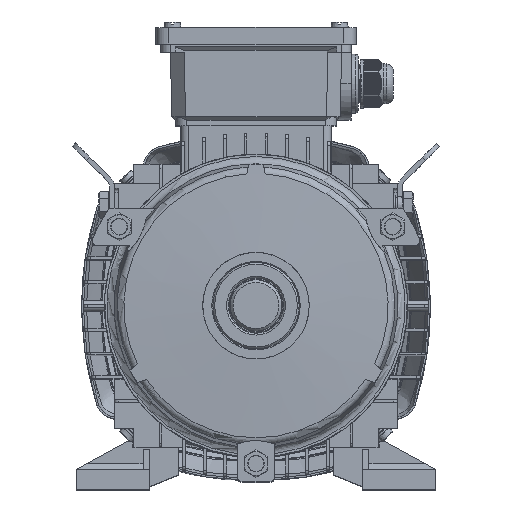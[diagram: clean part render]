
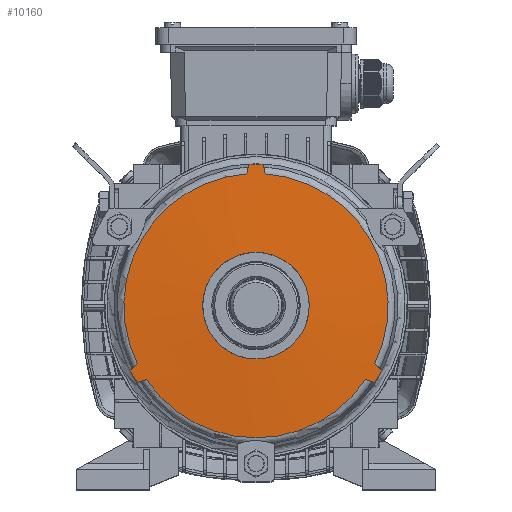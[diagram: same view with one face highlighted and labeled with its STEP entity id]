
A CAD part, top view. The second image highlights one B-rep face of the part: STEP entity #10160.
In plain terms, the highlighted conical face has half-angle 87 degrees and reference radius 71.945 mm.
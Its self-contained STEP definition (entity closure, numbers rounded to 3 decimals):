
#1489=CONICAL_SURFACE('',#84430,71.945,87.);
#6011=B_SPLINE_CURVE_WITH_KNOTS('',3,(#123541,#123542,#123543,#123544),
 .UNSPECIFIED.,.F.,.F.,(4,4),(0.,1.),.UNSPECIFIED.);
#6012=B_SPLINE_CURVE_WITH_KNOTS('',3,(#123548,#123549,#123550,#123551),
 .UNSPECIFIED.,.F.,.F.,(4,4),(0.,1.),.UNSPECIFIED.);
#6013=B_SPLINE_CURVE_WITH_KNOTS('',3,(#123552,#123553,#123554,#123555),
 .UNSPECIFIED.,.F.,.F.,(4,4),(0.,1.),.UNSPECIFIED.);
#6014=B_SPLINE_CURVE_WITH_KNOTS('',3,(#123559,#123560,#123561,#123562),
 .UNSPECIFIED.,.F.,.F.,(4,4),(0.,1.),.UNSPECIFIED.);
#6015=B_SPLINE_CURVE_WITH_KNOTS('',3,(#123563,#123564,#123565,#123566),
 .UNSPECIFIED.,.F.,.F.,(4,4),(0.,1.),.UNSPECIFIED.);
#6016=B_SPLINE_CURVE_WITH_KNOTS('',3,(#123570,#123571,#123572,#123573),
 .UNSPECIFIED.,.F.,.F.,(4,4),(0.,1.),.UNSPECIFIED.);
#10160=ADVANCED_FACE('',(#29107,#29108),#1489,.T.);
#29107=FACE_BOUND('',#31675,.T.);
#29108=FACE_BOUND('',#31676,.T.);
#31675=EDGE_LOOP('',(#42493));
#31676=EDGE_LOOP('',(#42494,#42495,#42496,#42497,#42498,#42499,#42500,#42501,
#42502,#42503,#42504,#42505));
#42493=ORIENTED_EDGE('',*,*,#70518,.F.);
#42494=ORIENTED_EDGE('',*,*,#70350,.T.);
#42495=ORIENTED_EDGE('',*,*,#70598,.T.);
#42496=ORIENTED_EDGE('',*,*,#70599,.T.);
#42497=ORIENTED_EDGE('',*,*,#70600,.F.);
#42498=ORIENTED_EDGE('',*,*,#70366,.T.);
#42499=ORIENTED_EDGE('',*,*,#70601,.T.);
#42500=ORIENTED_EDGE('',*,*,#70602,.T.);
#42501=ORIENTED_EDGE('',*,*,#70603,.F.);
#42502=ORIENTED_EDGE('',*,*,#70370,.T.);
#42503=ORIENTED_EDGE('',*,*,#70604,.T.);
#42504=ORIENTED_EDGE('',*,*,#70605,.T.);
#42505=ORIENTED_EDGE('',*,*,#70606,.F.);
#61344=VERTEX_POINT('',#121942);
#61345=VERTEX_POINT('',#121944);
#61358=VERTEX_POINT('',#122029);
#61359=VERTEX_POINT('',#122031);
#61360=VERTEX_POINT('',#122073);
#61361=VERTEX_POINT('',#122075);
#61477=VERTEX_POINT('',#123093);
#61540=VERTEX_POINT('',#123545);
#61541=VERTEX_POINT('',#123547);
#61542=VERTEX_POINT('',#123556);
#61543=VERTEX_POINT('',#123558);
#61544=VERTEX_POINT('',#123567);
#61545=VERTEX_POINT('',#123569);
#70350=EDGE_CURVE('',#61345,#61344,#79778,.T.);
#70366=EDGE_CURVE('',#61359,#61358,#79785,.T.);
#70370=EDGE_CURVE('',#61361,#61360,#79786,.T.);
#70518=EDGE_CURVE('',#61477,#61477,#79832,.T.);
#70598=EDGE_CURVE('',#61344,#61540,#6011,.T.);
#70599=EDGE_CURVE('',#61540,#61541,#79872,.T.);
#70600=EDGE_CURVE('',#61359,#61541,#6012,.T.);
#70601=EDGE_CURVE('',#61358,#61542,#6013,.T.);
#70602=EDGE_CURVE('',#61542,#61543,#79873,.T.);
#70603=EDGE_CURVE('',#61361,#61543,#6014,.T.);
#70604=EDGE_CURVE('',#61360,#61544,#6015,.T.);
#70605=EDGE_CURVE('',#61544,#61545,#79874,.T.);
#70606=EDGE_CURVE('',#61345,#61545,#6016,.T.);
#79778=CIRCLE('',#84274,71.945);
#79785=CIRCLE('',#84283,71.945);
#79786=CIRCLE('',#84285,71.945);
#79832=CIRCLE('',#84363,29.);
#79872=CIRCLE('',#84427,77.);
#79873=CIRCLE('',#84428,77.);
#79874=CIRCLE('',#84429,77.);
#84274=AXIS2_PLACEMENT_3D('',#121943,#96054,#96055);
#84283=AXIS2_PLACEMENT_3D('',#122030,#96072,#96073);
#84285=AXIS2_PLACEMENT_3D('',#122074,#96076,#96077);
#84363=AXIS2_PLACEMENT_3D('',#123092,#96244,#96245);
#84427=AXIS2_PLACEMENT_3D('',#123546,#96378,#96379);
#84428=AXIS2_PLACEMENT_3D('',#123557,#96380,#96381);
#84429=AXIS2_PLACEMENT_3D('',#123568,#96382,#96383);
#84430=AXIS2_PLACEMENT_3D('',#123574,#96384,#96385);
#96054=DIRECTION('',(0.,0.,1.));
#96055=DIRECTION('',(1.,0.,0.));
#96072=DIRECTION('',(0.,0.,1.));
#96073=DIRECTION('',(1.,0.,0.));
#96076=DIRECTION('',(0.,0.,1.));
#96077=DIRECTION('',(1.,0.,0.));
#96244=DIRECTION('',(0.,0.,1.));
#96245=DIRECTION('',(1.,0.,0.));
#96378=DIRECTION('',(0.,0.,1.));
#96379=DIRECTION('',(-1.,0.,0.));
#96380=DIRECTION('',(0.,0.,1.));
#96381=DIRECTION('',(0.5,-0.866,0.));
#96382=DIRECTION('',(0.,0.,1.));
#96383=DIRECTION('',(0.5,0.866,0.));
#96384=DIRECTION('',(0.,0.,-1.));
#96385=DIRECTION('',(-1.,0.,0.));
#121942=CARTESIAN_POINT('',(5.,71.771,228.749));
#121943=CARTESIAN_POINT('',(0.,0.,228.749));
#121944=CARTESIAN_POINT('',(64.655,-31.555,228.749));
#122029=CARTESIAN_POINT('',(-64.655,-31.555,228.749));
#122030=CARTESIAN_POINT('',(0.,0.,228.749));
#122031=CARTESIAN_POINT('',(-5.,71.771,228.749));
#122073=CARTESIAN_POINT('',(59.655,-40.216,228.749));
#122074=CARTESIAN_POINT('',(0.,0.,228.749));
#122075=CARTESIAN_POINT('',(-59.655,-40.216,228.749));
#123092=CARTESIAN_POINT('',(0.,0.,231.));
#123093=CARTESIAN_POINT('',(29.,0.,231.));
#123541=CARTESIAN_POINT('',(5.,71.771,228.749));
#123542=CARTESIAN_POINT('',(4.667,73.479,228.661));
#123543=CARTESIAN_POINT('',(4.333,75.188,228.573));
#123544=CARTESIAN_POINT('',(4.,76.896,228.484));
#123545=CARTESIAN_POINT('',(4.,76.896,228.484));
#123546=CARTESIAN_POINT('',(0.,0.,228.484));
#123547=CARTESIAN_POINT('',(-4.,76.896,228.484));
#123548=CARTESIAN_POINT('',(-5.,71.771,228.749));
#123549=CARTESIAN_POINT('',(-4.667,73.479,228.661));
#123550=CARTESIAN_POINT('',(-4.333,75.188,228.573));
#123551=CARTESIAN_POINT('',(-4.,76.896,228.484));
#123552=CARTESIAN_POINT('',(-64.655,-31.555,228.749));
#123553=CARTESIAN_POINT('',(-65.968,-32.698,228.661));
#123554=CARTESIAN_POINT('',(-67.281,-33.841,228.573));
#123555=CARTESIAN_POINT('',(-68.594,-34.984,228.484));
#123556=CARTESIAN_POINT('',(-68.594,-34.984,228.484));
#123557=CARTESIAN_POINT('',(0.,0.,228.484));
#123558=CARTESIAN_POINT('',(-64.594,-41.912,228.484));
#123559=CARTESIAN_POINT('',(-59.655,-40.216,228.749));
#123560=CARTESIAN_POINT('',(-61.302,-40.781,228.661));
#123561=CARTESIAN_POINT('',(-62.948,-41.347,228.573));
#123562=CARTESIAN_POINT('',(-64.594,-41.912,228.484));
#123563=CARTESIAN_POINT('',(59.655,-40.216,228.749));
#123564=CARTESIAN_POINT('',(61.302,-40.781,228.661));
#123565=CARTESIAN_POINT('',(62.948,-41.347,228.573));
#123566=CARTESIAN_POINT('',(64.594,-41.912,228.484));
#123567=CARTESIAN_POINT('',(64.594,-41.912,228.484));
#123568=CARTESIAN_POINT('',(0.,0.,228.484));
#123569=CARTESIAN_POINT('',(68.594,-34.984,228.484));
#123570=CARTESIAN_POINT('',(64.655,-31.555,228.749));
#123571=CARTESIAN_POINT('',(65.968,-32.698,228.661));
#123572=CARTESIAN_POINT('',(67.281,-33.841,228.573));
#123573=CARTESIAN_POINT('',(68.594,-34.984,228.484));
#123574=CARTESIAN_POINT('',(0.,0.,228.749));
